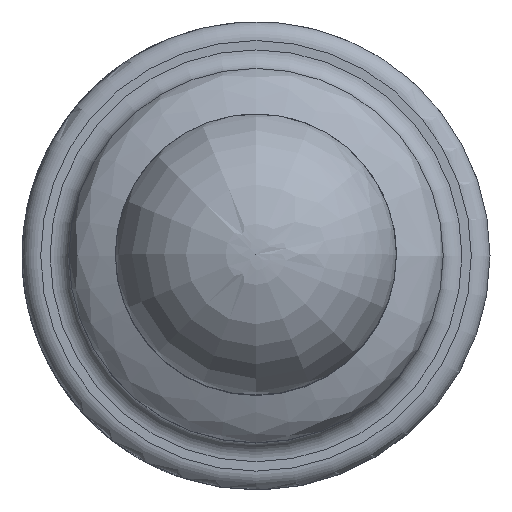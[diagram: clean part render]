
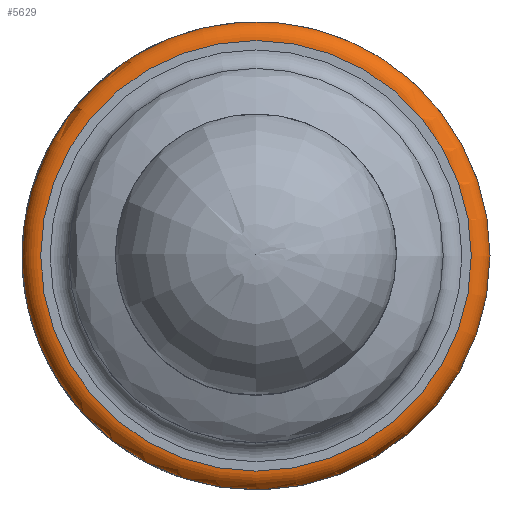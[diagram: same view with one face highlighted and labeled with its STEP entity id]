
A CAD part, top view. The second image highlights one B-rep face of the part: STEP entity #5629.
In plain terms, the highlighted toroidal (fillet/blend) face has major radius 23 mm and minor radius 2 mm.
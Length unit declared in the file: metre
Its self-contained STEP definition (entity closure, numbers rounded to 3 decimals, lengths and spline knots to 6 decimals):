
#14=TOROIDAL_SURFACE('',#6059,0.023,0.002);
#1689=ORIENTED_EDGE('',*,*,#3444,.F.);
#1690=ORIENTED_EDGE('',*,*,#3332,.F.);
#1691=ORIENTED_EDGE('',*,*,#3445,.F.);
#1692=ORIENTED_EDGE('',*,*,#3338,.F.);
#1693=ORIENTED_EDGE('',*,*,#3435,.F.);
#3332=EDGE_CURVE('',#4215,#4216,#4700,.F.);
#3338=EDGE_CURVE('',#4221,#4222,#4701,.F.);
#3435=EDGE_CURVE('',#4318,#4318,#4716,.T.);
#3444=EDGE_CURVE('',#4216,#4221,#4725,.F.);
#3445=EDGE_CURVE('',#4222,#4215,#4726,.F.);
#4215=VERTEX_POINT('',#7766);
#4216=VERTEX_POINT('',#7767);
#4221=VERTEX_POINT('',#7793);
#4222=VERTEX_POINT('',#7795);
#4318=VERTEX_POINT('',#8187);
#4700=CIRCLE('',#6024,0.025);
#4701=CIRCLE('',#6025,0.025);
#4716=CIRCLE('',#6045,0.023);
#4725=CIRCLE('',#6060,0.025);
#4726=CIRCLE('',#6061,0.025);
#4824=EDGE_LOOP('',(#1689,#1690,#1691,#1692));
#4825=EDGE_LOOP('',(#1693));
#5210=FACE_BOUND('',#4824,.T.);
#5211=FACE_BOUND('',#4825,.T.);
#5629=ADVANCED_FACE('',(#5210,#5211),#14,.T.);
#6024=AXIS2_PLACEMENT_3D('',#7765,#6367,#6368);
#6025=AXIS2_PLACEMENT_3D('',#7794,#6369,#6370);
#6045=AXIS2_PLACEMENT_3D('',#8186,#6424,#6425);
#6059=AXIS2_PLACEMENT_3D('',#8722,#6452,#6453);
#6060=AXIS2_PLACEMENT_3D('',#8723,#6454,#6455);
#6061=AXIS2_PLACEMENT_3D('',#8724,#6456,#6457);
#6367=DIRECTION('',(0.,0.,1.));
#6368=DIRECTION('',(1.,0.,0.));
#6369=DIRECTION('',(0.,0.,1.));
#6370=DIRECTION('',(1.,0.,0.));
#6424=DIRECTION('',(0.,0.,1.));
#6425=DIRECTION('',(1.,0.,0.));
#6452=DIRECTION('',(0.,0.,1.));
#6453=DIRECTION('',(1.,0.,0.));
#6454=DIRECTION('',(0.,0.,1.));
#6455=DIRECTION('',(1.,0.,0.));
#6456=DIRECTION('',(0.,0.,1.));
#6457=DIRECTION('',(1.,0.,0.));
#7765=CARTESIAN_POINT('',(0.,0.,0.006));
#7766=CARTESIAN_POINT('',(-0.013308,0.021164,0.006));
#7767=CARTESIAN_POINT('',(-0.022327,0.011248,0.006));
#7793=CARTESIAN_POINT('',(-0.021966,0.011938,0.006));
#7794=CARTESIAN_POINT('',(0.,0.,0.006));
#7795=CARTESIAN_POINT('',(-0.014127,0.020626,0.006));
#8186=CARTESIAN_POINT('',(0.,0.,0.008));
#8187=CARTESIAN_POINT('',(0.023,0.,0.008));
#8722=CARTESIAN_POINT('',(0.,0.,0.006));
#8723=CARTESIAN_POINT('',(0.,0.,0.006));
#8724=CARTESIAN_POINT('',(0.,0.,0.006));
